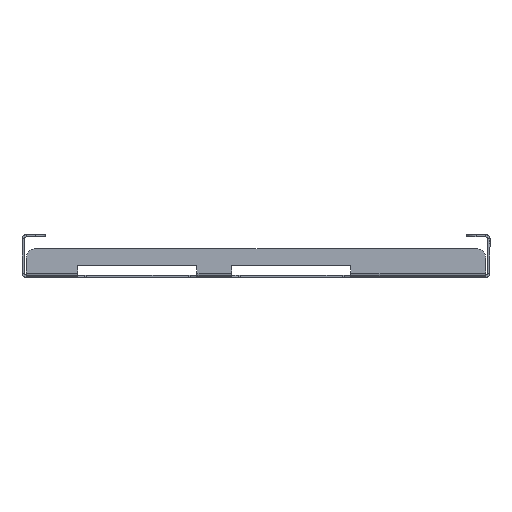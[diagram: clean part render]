
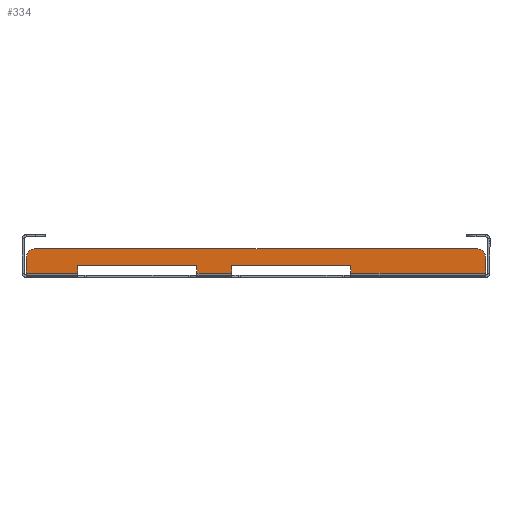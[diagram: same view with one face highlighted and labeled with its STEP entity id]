
A CAD part, front view. The second image highlights one B-rep face of the part: STEP entity #334.
In plain terms, the highlighted planar face has unit normal (0, -1, 0).
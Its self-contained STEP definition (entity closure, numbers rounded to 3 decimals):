
#91 = VERTEX_POINT ( 'NONE', #133 ) ;
#130 = LINE ( 'NONE', #3187, #906 ) ;
#133 = CARTESIAN_POINT ( 'NONE',  ( -92.7, -397., 4.8 ) ) ;
#142 = CARTESIAN_POINT ( 'NONE',  ( 114.5, -397., 8.8 ) ) ;
#249 = EDGE_CURVE ( 'NONE', #2628, #4652, #4907, .T. ) ;
#259 = ORIENTED_EDGE ( 'NONE', *, *, #6025, .T. ) ;
#282 = CARTESIAN_POINT ( 'NONE',  ( 119.5, -397., 1. ) ) ;
#283 = ORIENTED_EDGE ( 'NONE', *, *, #249, .T. ) ;
#309 = EDGE_CURVE ( 'NONE', #3287, #4397, #325, .T. ) ;
#325 = LINE ( 'NONE', #2359, #2408 ) ;
#334 = ADVANCED_FACE ( 'NONE', ( #3578 ), #788, .T. ) ;
#387 = LINE ( 'NONE', #3814, #4339 ) ;
#425 = EDGE_CURVE ( 'NONE', #1955, #2628, #2967, .T. ) ;
#432 = VERTEX_POINT ( 'NONE', #2898 ) ;
#435 = DIRECTION ( 'NONE',  ( 0., 0., -1. ) ) ;
#569 = ORIENTED_EDGE ( 'NONE', *, *, #2404, .F. ) ;
#631 = CARTESIAN_POINT ( 'NONE',  ( -114.5, -397., 13.8 ) ) ;
#726 = VERTEX_POINT ( 'NONE', #282 ) ;
#788 = PLANE ( 'NONE',  #6022 ) ;
#906 = VECTOR ( 'NONE', #2713, 1000. ) ;
#929 = CARTESIAN_POINT ( 'NONE',  ( 114.5, -397., 13.8 ) ) ;
#951 = EDGE_CURVE ( 'NONE', #1955, #91, #2329, .T. ) ;
#1002 = VECTOR ( 'NONE', #2482, 1000. ) ;
#1168 = CARTESIAN_POINT ( 'NONE',  ( -30.7, -397., 4.8 ) ) ;
#1191 = CARTESIAN_POINT ( 'NONE',  ( -92.7, -397., 1. ) ) ;
#1333 = EDGE_CURVE ( 'NONE', #5519, #726, #3103, .T. ) ;
#1402 = CARTESIAN_POINT ( 'NONE',  ( -30.7, -397., 1. ) ) ;
#1412 = VECTOR ( 'NONE', #435, 1000. ) ;
#1426 = CARTESIAN_POINT ( 'NONE',  ( 0., -397., 4.8 ) ) ;
#1535 = EDGE_CURVE ( 'NONE', #4632, #5344, #5469, .T. ) ;
#1573 = CARTESIAN_POINT ( 'NONE',  ( -119.5, -397., 1. ) ) ;
#1587 = ORIENTED_EDGE ( 'NONE', *, *, #1333, .F. ) ;
#1643 = CARTESIAN_POINT ( 'NONE',  ( -12.7, -397., 4.8 ) ) ;
#1653 = VECTOR ( 'NONE', #3538, 1000. ) ;
#1682 = CARTESIAN_POINT ( 'NONE',  ( -114.5, -397., 8.8 ) ) ;
#1724 = DIRECTION ( 'NONE',  ( 0., 0., -1. ) ) ;
#1740 = CIRCLE ( 'NONE', #1756, 5. ) ;
#1756 = AXIS2_PLACEMENT_3D ( 'NONE', #1682, #2854, #4251 ) ;
#1803 = EDGE_CURVE ( 'NONE', #4632, #3215, #2425, .T. ) ;
#1813 = EDGE_LOOP ( 'NONE', ( #2993, #6402, #4049, #283, #569, #4236, #3860, #2303, #1587, #2447, #2437, #259, #5297, #2105 ) ) ;
#1898 = VERTEX_POINT ( 'NONE', #929 ) ;
#1901 = DIRECTION ( 'NONE',  ( 0., 0., -1. ) ) ;
#1955 = VERTEX_POINT ( 'NONE', #1168 ) ;
#2105 = ORIENTED_EDGE ( 'NONE', *, *, #309, .T. ) ;
#2123 = AXIS2_PLACEMENT_3D ( 'NONE', #142, #4084, #4586 ) ;
#2142 = CARTESIAN_POINT ( 'NONE',  ( -12.7, -397., 1. ) ) ;
#2194 = CARTESIAN_POINT ( 'NONE',  ( -12.7, -397., 4.8 ) ) ;
#2303 = ORIENTED_EDGE ( 'NONE', *, *, #5356, .T. ) ;
#2329 = LINE ( 'NONE', #1426, #1002 ) ;
#2359 = CARTESIAN_POINT ( 'NONE',  ( 0., -397., 1. ) ) ;
#2404 = EDGE_CURVE ( 'NONE', #5344, #4652, #2801, .T. ) ;
#2408 = VECTOR ( 'NONE', #5804, 1000. ) ;
#2425 = LINE ( 'NONE', #6283, #3059 ) ;
#2437 = ORIENTED_EDGE ( 'NONE', *, *, #5456, .F. ) ;
#2447 = ORIENTED_EDGE ( 'NONE', *, *, #5404, .T. ) ;
#2482 = DIRECTION ( 'NONE',  ( -1., 0., 0. ) ) ;
#2484 = EDGE_CURVE ( 'NONE', #3287, #432, #387, .T. ) ;
#2517 = CARTESIAN_POINT ( 'NONE',  ( 80., -397., 4.8 ) ) ;
#2628 = VERTEX_POINT ( 'NONE', #1402 ) ;
#2687 = DIRECTION ( 'NONE',  ( 0., 0., -1. ) ) ;
#2706 = EDGE_CURVE ( 'NONE', #91, #4397, #4725, .T. ) ;
#2713 = DIRECTION ( 'NONE',  ( 1., 0., 0. ) ) ;
#2801 = LINE ( 'NONE', #2194, #3418 ) ;
#2854 = DIRECTION ( 'NONE',  ( 0., -1., 0. ) ) ;
#2898 = CARTESIAN_POINT ( 'NONE',  ( -119.5, -397., 8.8 ) ) ;
#2967 = LINE ( 'NONE', #3412, #1412 ) ;
#2993 = ORIENTED_EDGE ( 'NONE', *, *, #2706, .F. ) ;
#3059 = VECTOR ( 'NONE', #1724, 1000. ) ;
#3103 = LINE ( 'NONE', #6262, #4590 ) ;
#3187 = CARTESIAN_POINT ( 'NONE',  ( 119.5, -397., 13.8 ) ) ;
#3215 = VERTEX_POINT ( 'NONE', #3866 ) ;
#3287 = VERTEX_POINT ( 'NONE', #1573 ) ;
#3357 = CARTESIAN_POINT ( 'NONE',  ( -92.7, -397., 4.8 ) ) ;
#3412 = CARTESIAN_POINT ( 'NONE',  ( -30.7, -397., 4.8 ) ) ;
#3418 = VECTOR ( 'NONE', #2687, 1000. ) ;
#3538 = DIRECTION ( 'NONE',  ( -1., 0., 0. ) ) ;
#3578 = FACE_OUTER_BOUND ( 'NONE', #1813, .T. ) ;
#3591 = CARTESIAN_POINT ( 'NONE',  ( 0., -397., 1. ) ) ;
#3649 = CARTESIAN_POINT ( 'NONE',  ( 0., -397., 1. ) ) ;
#3790 = VERTEX_POINT ( 'NONE', #631 ) ;
#3814 = CARTESIAN_POINT ( 'NONE',  ( -119.5, -397., 13.8 ) ) ;
#3860 = ORIENTED_EDGE ( 'NONE', *, *, #1803, .T. ) ;
#3866 = CARTESIAN_POINT ( 'NONE',  ( 49.3, -397., 1. ) ) ;
#4049 = ORIENTED_EDGE ( 'NONE', *, *, #425, .T. ) ;
#4084 = DIRECTION ( 'NONE',  ( 0., -1., 0. ) ) ;
#4144 = LINE ( 'NONE', #3591, #5995 ) ;
#4194 = DIRECTION ( 'NONE',  ( 1., 0., 0. ) ) ;
#4224 = CARTESIAN_POINT ( 'NONE',  ( 119.5, -397., 8.8 ) ) ;
#4236 = ORIENTED_EDGE ( 'NONE', *, *, #1535, .F. ) ;
#4251 = DIRECTION ( 'NONE',  ( 0., 0., -1. ) ) ;
#4255 = VECTOR ( 'NONE', #1901, 1000. ) ;
#4339 = VECTOR ( 'NONE', #5230, 1000. ) ;
#4397 = VERTEX_POINT ( 'NONE', #1191 ) ;
#4586 = DIRECTION ( 'NONE',  ( 0., 0., -1. ) ) ;
#4590 = VECTOR ( 'NONE', #5745, 1000. ) ;
#4632 = VERTEX_POINT ( 'NONE', #6043 ) ;
#4652 = VERTEX_POINT ( 'NONE', #2142 ) ;
#4725 = LINE ( 'NONE', #3357, #4255 ) ;
#4907 = LINE ( 'NONE', #3649, #5903 ) ;
#5120 = DIRECTION ( 'NONE',  ( 1., 0., 0. ) ) ;
#5230 = DIRECTION ( 'NONE',  ( 0., 0., 1. ) ) ;
#5297 = ORIENTED_EDGE ( 'NONE', *, *, #2484, .F. ) ;
#5336 = DIRECTION ( 'NONE',  ( 0., -1., 0. ) ) ;
#5344 = VERTEX_POINT ( 'NONE', #1643 ) ;
#5356 = EDGE_CURVE ( 'NONE', #3215, #726, #4144, .T. ) ;
#5404 = EDGE_CURVE ( 'NONE', #5519, #1898, #5860, .T. ) ;
#5456 = EDGE_CURVE ( 'NONE', #3790, #1898, #130, .T. ) ;
#5469 = LINE ( 'NONE', #2517, #1653 ) ;
#5519 = VERTEX_POINT ( 'NONE', #4224 ) ;
#5745 = DIRECTION ( 'NONE',  ( 0., 0., -1. ) ) ;
#5804 = DIRECTION ( 'NONE',  ( 1., 0., 0. ) ) ;
#5828 = DIRECTION ( 'NONE',  ( 0., 0., -1. ) ) ;
#5860 = CIRCLE ( 'NONE', #2123, 5. ) ;
#5903 = VECTOR ( 'NONE', #4194, 1000. ) ;
#5995 = VECTOR ( 'NONE', #5120, 1000. ) ;
#6022 = AXIS2_PLACEMENT_3D ( 'NONE', #6256, #5336, #5828 ) ;
#6025 = EDGE_CURVE ( 'NONE', #3790, #432, #1740, .T. ) ;
#6043 = CARTESIAN_POINT ( 'NONE',  ( 49.3, -397., 4.8 ) ) ;
#6256 = CARTESIAN_POINT ( 'NONE',  ( 0., -397., 0. ) ) ;
#6262 = CARTESIAN_POINT ( 'NONE',  ( 119.5, -397., 0. ) ) ;
#6283 = CARTESIAN_POINT ( 'NONE',  ( 49.3, -397., 4.8 ) ) ;
#6402 = ORIENTED_EDGE ( 'NONE', *, *, #951, .F. ) ;
